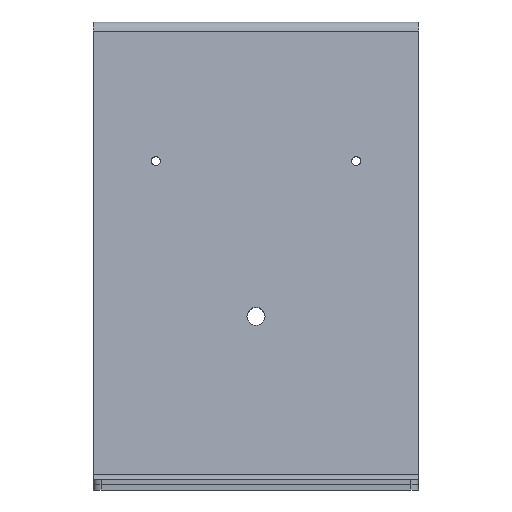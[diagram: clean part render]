
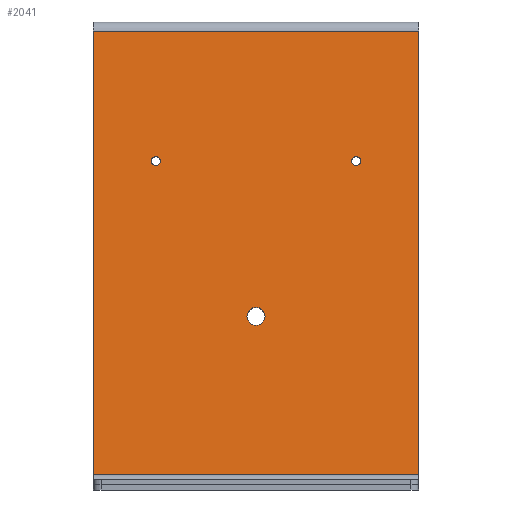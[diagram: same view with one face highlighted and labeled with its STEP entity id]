
A CAD part, left-side view. The second image highlights one B-rep face of the part: STEP entity #2041.
In plain terms, the highlighted planar face has unit normal (-0.996, 0, 0.087).
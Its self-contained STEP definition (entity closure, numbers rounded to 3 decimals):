
#82 = CARTESIAN_POINT ( 'NONE',  ( -90.957, 38.5, -51.718 ) ) ;
#87 = CIRCLE ( 'NONE', #2099, 3.5 ) ;
#95 = CARTESIAN_POINT ( 'NONE',  ( -91.11, 38.5, -53.461 ) ) ;
#198 = CARTESIAN_POINT ( 'NONE',  ( -91.11, -38.5, -53.461 ) ) ;
#265 = LINE ( 'NONE', #430, #683 ) ;
#278 = CARTESIAN_POINT ( 'NONE',  ( -96.339, 0., -113.233 ) ) ;
#363 = DIRECTION ( 'NONE',  ( 0., 1., 0. ) ) ;
#403 = VERTEX_POINT ( 'NONE', #2734 ) ;
#409 = ORIENTED_EDGE ( 'NONE', *, *, #2324, .F. ) ;
#430 = CARTESIAN_POINT ( 'NONE',  ( -86.592, 62.5, -1.826 ) ) ;
#449 = CIRCLE ( 'NONE', #2994, 3.5 ) ;
#504 = AXIS2_PLACEMENT_3D ( 'NONE', #2214, #1049, #554 ) ;
#531 = LINE ( 'NONE', #1901, #823 ) ;
#539 = LINE ( 'NONE', #1545, #2875 ) ;
#554 = DIRECTION ( 'NONE',  ( -0.087, 0., -0.996 ) ) ;
#566 = VERTEX_POINT ( 'NONE', #1682 ) ;
#586 = EDGE_CURVE ( 'NONE', #403, #566, #531, .T. ) ;
#609 = ORIENTED_EDGE ( 'NONE', *, *, #1241, .T. ) ;
#683 = VECTOR ( 'NONE', #2094, 1000. ) ;
#684 = DIRECTION ( 'NONE',  ( 0.996, 0., -0.087 ) ) ;
#697 = VERTEX_POINT ( 'NONE', #1309 ) ;
#700 = DIRECTION ( 'NONE',  ( -0.996, 0., 0.087 ) ) ;
#729 = CARTESIAN_POINT ( 'NONE',  ( -91.262, -38.5, -55.204 ) ) ;
#741 = VERTEX_POINT ( 'NONE', #82 ) ;
#752 = DIRECTION ( 'NONE',  ( 0.996, 0., -0.087 ) ) ;
#800 = ORIENTED_EDGE ( 'NONE', *, *, #1319, .T. ) ;
#808 = EDGE_LOOP ( 'NONE', ( #2964, #1314 ) ) ;
#813 = EDGE_CURVE ( 'NONE', #1184, #697, #449, .T. ) ;
#823 = VECTOR ( 'NONE', #2856, 1000. ) ;
#871 = CIRCLE ( 'NONE', #2873, 1.75 ) ;
#915 = EDGE_CURVE ( 'NONE', #1991, #566, #265, .T. ) ;
#934 = DIRECTION ( 'NONE',  ( 0.996, 0., -0.087 ) ) ;
#1001 = CARTESIAN_POINT ( 'NONE',  ( -90.957, -38.5, -51.718 ) ) ;
#1033 = DIRECTION ( 'NONE',  ( -0.087, 0., -0.996 ) ) ;
#1049 = DIRECTION ( 'NONE',  ( 0.996, 0., -0.087 ) ) ;
#1096 = CARTESIAN_POINT ( 'NONE',  ( -101.671, 62.5, -174.173 ) ) ;
#1129 = VECTOR ( 'NONE', #1033, 1000. ) ;
#1163 = CARTESIAN_POINT ( 'NONE',  ( -85.761, 0., 7.679 ) ) ;
#1184 = VERTEX_POINT ( 'NONE', #1756 ) ;
#1212 = LINE ( 'NONE', #2178, #1129 ) ;
#1218 = CIRCLE ( 'NONE', #504, 1.75 ) ;
#1228 = CARTESIAN_POINT ( 'NONE',  ( -91.11, -38.5, -53.461 ) ) ;
#1241 = EDGE_CURVE ( 'NONE', #2280, #2074, #2699, .T. ) ;
#1256 = ORIENTED_EDGE ( 'NONE', *, *, #586, .T. ) ;
#1264 = VERTEX_POINT ( 'NONE', #2134 ) ;
#1309 = CARTESIAN_POINT ( 'NONE',  ( -96.644, 0., -116.719 ) ) ;
#1314 = ORIENTED_EDGE ( 'NONE', *, *, #1745, .T. ) ;
#1319 = EDGE_CURVE ( 'NONE', #1264, #741, #1218, .T. ) ;
#1390 = FACE_BOUND ( 'NONE', #2916, .T. ) ;
#1394 = VERTEX_POINT ( 'NONE', #1558 ) ;
#1480 = DIRECTION ( 'NONE',  ( -0.087, 0., -0.996 ) ) ;
#1545 = CARTESIAN_POINT ( 'NONE',  ( -101.671, -62.5, -174.173 ) ) ;
#1558 = CARTESIAN_POINT ( 'NONE',  ( -101.671, -62.5, -174.173 ) ) ;
#1580 = FACE_BOUND ( 'NONE', #808, .T. ) ;
#1606 = AXIS2_PLACEMENT_3D ( 'NONE', #1163, #700, #2784 ) ;
#1682 = CARTESIAN_POINT ( 'NONE',  ( -86.752, 62.5, -3.651 ) ) ;
#1722 = ORIENTED_EDGE ( 'NONE', *, *, #2420, .T. ) ;
#1745 = EDGE_CURVE ( 'NONE', #697, #1184, #87, .T. ) ;
#1756 = CARTESIAN_POINT ( 'NONE',  ( -96.034, 0., -109.746 ) ) ;
#1761 = DIRECTION ( 'NONE',  ( -0.087, 0., -0.996 ) ) ;
#1867 = CARTESIAN_POINT ( 'NONE',  ( -96.339, 0., -113.233 ) ) ;
#1868 = ORIENTED_EDGE ( 'NONE', *, *, #915, .F. ) ;
#1877 = EDGE_CURVE ( 'NONE', #1394, #1991, #539, .T. ) ;
#1901 = CARTESIAN_POINT ( 'NONE',  ( -86.752, 0., -3.651 ) ) ;
#1981 = ORIENTED_EDGE ( 'NONE', *, *, #1877, .F. ) ;
#1991 = VERTEX_POINT ( 'NONE', #1096 ) ;
#2041 = ADVANCED_FACE ( 'NONE', ( #1580, #1390, #2581, #2620 ), #2549, .T. ) ;
#2074 = VERTEX_POINT ( 'NONE', #729 ) ;
#2094 = DIRECTION ( 'NONE',  ( 0.087, 0., 0.996 ) ) ;
#2099 = AXIS2_PLACEMENT_3D ( 'NONE', #278, #752, #1480 ) ;
#2118 = DIRECTION ( 'NONE',  ( 0.996, 0., -0.087 ) ) ;
#2134 = CARTESIAN_POINT ( 'NONE',  ( -91.262, 38.5, -55.204 ) ) ;
#2149 = DIRECTION ( 'NONE',  ( 0.087, 0., 0.996 ) ) ;
#2150 = EDGE_CURVE ( 'NONE', #2074, #2280, #871, .T. ) ;
#2158 = ORIENTED_EDGE ( 'NONE', *, *, #2150, .T. ) ;
#2178 = CARTESIAN_POINT ( 'NONE',  ( -102.005, -62.5, -177.999 ) ) ;
#2214 = CARTESIAN_POINT ( 'NONE',  ( -91.11, 38.5, -53.461 ) ) ;
#2232 = CIRCLE ( 'NONE', #2468, 1.75 ) ;
#2280 = VERTEX_POINT ( 'NONE', #1001 ) ;
#2324 = EDGE_CURVE ( 'NONE', #403, #1394, #1212, .T. ) ;
#2420 = EDGE_CURVE ( 'NONE', #741, #1264, #2232, .T. ) ;
#2468 = AXIS2_PLACEMENT_3D ( 'NONE', #95, #2921, #1761 ) ;
#2493 = EDGE_LOOP ( 'NONE', ( #609, #2158 ) ) ;
#2544 = DIRECTION ( 'NONE',  ( 0.087, 0., 0.996 ) ) ;
#2549 = PLANE ( 'NONE',  #1606 ) ;
#2581 = FACE_BOUND ( 'NONE', #2493, .T. ) ;
#2620 = FACE_OUTER_BOUND ( 'NONE', #2979, .T. ) ;
#2699 = CIRCLE ( 'NONE', #2942, 1.75 ) ;
#2734 = CARTESIAN_POINT ( 'NONE',  ( -86.752, -62.5, -3.651 ) ) ;
#2784 = DIRECTION ( 'NONE',  ( 0.087, 0., 0.996 ) ) ;
#2796 = DIRECTION ( 'NONE',  ( -0.087, 0., -0.996 ) ) ;
#2856 = DIRECTION ( 'NONE',  ( 0., 1., 0. ) ) ;
#2873 = AXIS2_PLACEMENT_3D ( 'NONE', #1228, #2118, #2149 ) ;
#2875 = VECTOR ( 'NONE', #363, 1000. ) ;
#2916 = EDGE_LOOP ( 'NONE', ( #1722, #800 ) ) ;
#2921 = DIRECTION ( 'NONE',  ( 0.996, 0., -0.087 ) ) ;
#2942 = AXIS2_PLACEMENT_3D ( 'NONE', #198, #684, #2544 ) ;
#2964 = ORIENTED_EDGE ( 'NONE', *, *, #813, .T. ) ;
#2979 = EDGE_LOOP ( 'NONE', ( #1868, #1981, #409, #1256 ) ) ;
#2994 = AXIS2_PLACEMENT_3D ( 'NONE', #1867, #934, #2796 ) ;
